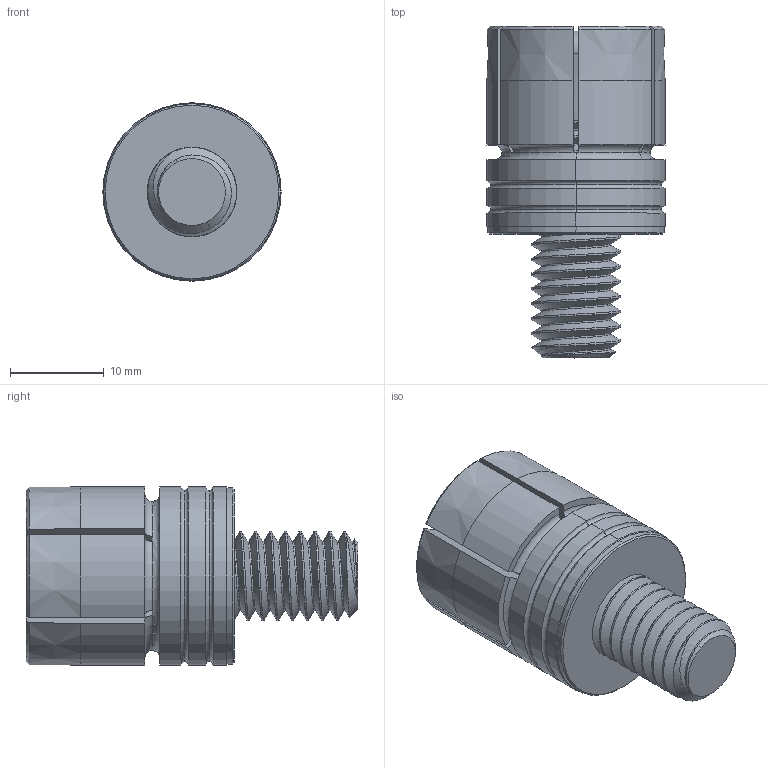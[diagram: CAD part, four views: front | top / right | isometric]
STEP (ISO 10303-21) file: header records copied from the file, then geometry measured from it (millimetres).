
FILE_DESCRIPTION (( 'STEP AP214' ), '1' );
FILE_NAME ('31670.STEP', '2019-08-12T15:07:49', ( 'Mike W' ), ( '' ), 'SwSTEP 2.0', 'SolidWorks 2018', '' );
FILE_SCHEMA (( 'AUTOMOTIVE_DESIGN' ));
Length unit declared in the file: inch
Products named in the file (3): 31032S_31032S; 317701_316701; 31670
Assembly tree (2 placements, depth 2):
  31670
    317701_316701
    31032S_31032S
Bounding box: 19.05 x 35.45 x 19.05 mm (x, y, z)
Volume: 5871.5 mm3; surface area: 4937.5 mm2
Topology: 2 solids, 2 shells, 181 faces, 477 edges, 302 vertices
Faces by surface type: cylinder 83, plane 42, cone 36, torus 18, bspline 2
Entity records: 7854 total; most frequent: CARTESIAN_POINT 3647, ORIENTED_EDGE 954, DIRECTION 783, EDGE_CURVE 477, AXIS2_PLACEMENT_3D 312, VERTEX_POINT 302, EDGE_LOOP 185, FACE_OUTER_BOUND 181
